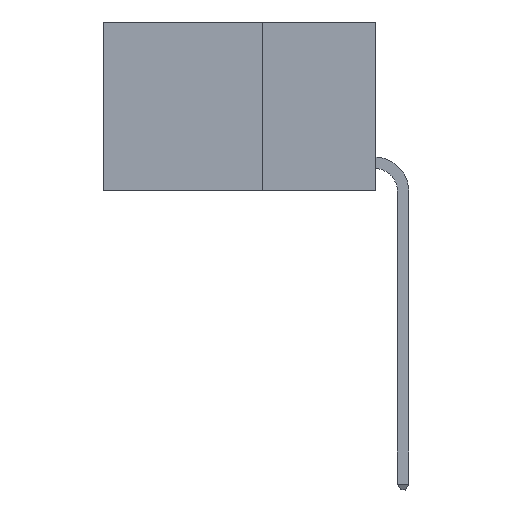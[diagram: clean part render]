
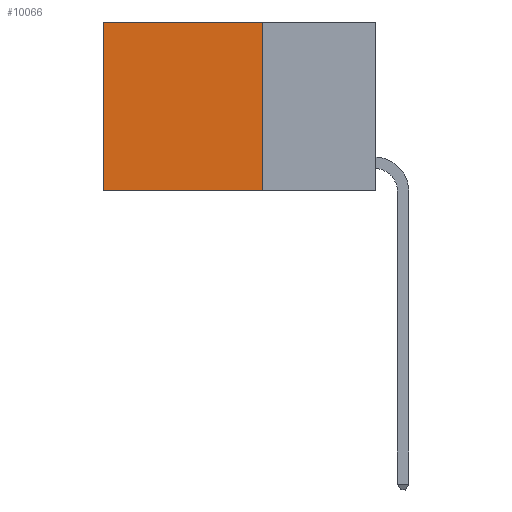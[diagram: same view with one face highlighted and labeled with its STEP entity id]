
A CAD part, left-side view. The second image highlights one B-rep face of the part: STEP entity #10066.
In plain terms, the highlighted planar face has unit normal (-1, 0, 0).
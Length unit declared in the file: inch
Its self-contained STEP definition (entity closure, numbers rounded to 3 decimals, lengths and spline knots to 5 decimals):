
#207 = DIRECTION ( 'NONE',  ( 0., 0., -1. ) ) ;
#411 = CARTESIAN_POINT ( 'NONE',  ( 0.2625, 0.25, 0. ) ) ;
#453 = ORIENTED_EDGE ( 'NONE', *, *, #12148, .T. ) ;
#635 = CARTESIAN_POINT ( 'NONE',  ( 0.2625, 0.25, -0.37 ) ) ;
#1286 = LINE ( 'NONE', #13461, #11158 ) ;
#1784 = EDGE_LOOP ( 'NONE', ( #10897, #8971, #15488, #453 ) ) ;
#2487 = VERTEX_POINT ( 'NONE', #3562 ) ;
#2734 = CARTESIAN_POINT ( 'NONE',  ( 0.2625, 0.25, 0. ) ) ;
#3264 = VERTEX_POINT ( 'NONE', #411 ) ;
#3562 = CARTESIAN_POINT ( 'NONE',  ( 0.2625, 0.6, 0. ) ) ;
#4195 = LINE ( 'NONE', #7639, #7078 ) ;
#4373 = CARTESIAN_POINT ( 'NONE',  ( 0.2625, 0.25, 0. ) ) ;
#4603 = CARTESIAN_POINT ( 'NONE',  ( 0.2625, 0.25, -0.37 ) ) ;
#6475 = EDGE_CURVE ( 'NONE', #3264, #7398, #1286, .T. ) ;
#6476 = DIRECTION ( 'NONE',  ( 0., 0., -1. ) ) ;
#7078 = VECTOR ( 'NONE', #207, 39.37008 ) ;
#7153 = AXIS2_PLACEMENT_3D ( 'NONE', #2734, #13812, #6476 ) ;
#7398 = VERTEX_POINT ( 'NONE', #635 ) ;
#7639 = CARTESIAN_POINT ( 'NONE',  ( 0.2625, 0.6, 0. ) ) ;
#7942 = EDGE_CURVE ( 'NONE', #7398, #9504, #8799, .T. ) ;
#8068 = DIRECTION ( 'NONE',  ( 0., 1., 0. ) ) ;
#8284 = EDGE_CURVE ( 'NONE', #2487, #9504, #4195, .T. ) ;
#8799 = LINE ( 'NONE', #4603, #12094 ) ;
#8971 = ORIENTED_EDGE ( 'NONE', *, *, #7942, .F. ) ;
#9115 = FACE_OUTER_BOUND ( 'NONE', #1784, .T. ) ;
#9504 = VERTEX_POINT ( 'NONE', #11295 ) ;
#9703 = VECTOR ( 'NONE', #8068, 39.37008 ) ;
#10066 = ADVANCED_FACE ( 'NONE', ( #9115 ), #14976, .F. ) ;
#10897 = ORIENTED_EDGE ( 'NONE', *, *, #8284, .T. ) ;
#11158 = VECTOR ( 'NONE', #12250, 39.37008 ) ;
#11295 = CARTESIAN_POINT ( 'NONE',  ( 0.2625, 0.6, -0.37 ) ) ;
#12094 = VECTOR ( 'NONE', #13174, 39.37008 ) ;
#12148 = EDGE_CURVE ( 'NONE', #3264, #2487, #12989, .T. ) ;
#12250 = DIRECTION ( 'NONE',  ( 0., 0., -1. ) ) ;
#12989 = LINE ( 'NONE', #4373, #9703 ) ;
#13174 = DIRECTION ( 'NONE',  ( 0., 1., 0. ) ) ;
#13461 = CARTESIAN_POINT ( 'NONE',  ( 0.2625, 0.25, 0. ) ) ;
#13812 = DIRECTION ( 'NONE',  ( 1., 0., 0. ) ) ;
#14976 = PLANE ( 'NONE',  #7153 ) ;
#15488 = ORIENTED_EDGE ( 'NONE', *, *, #6475, .F. ) ;
